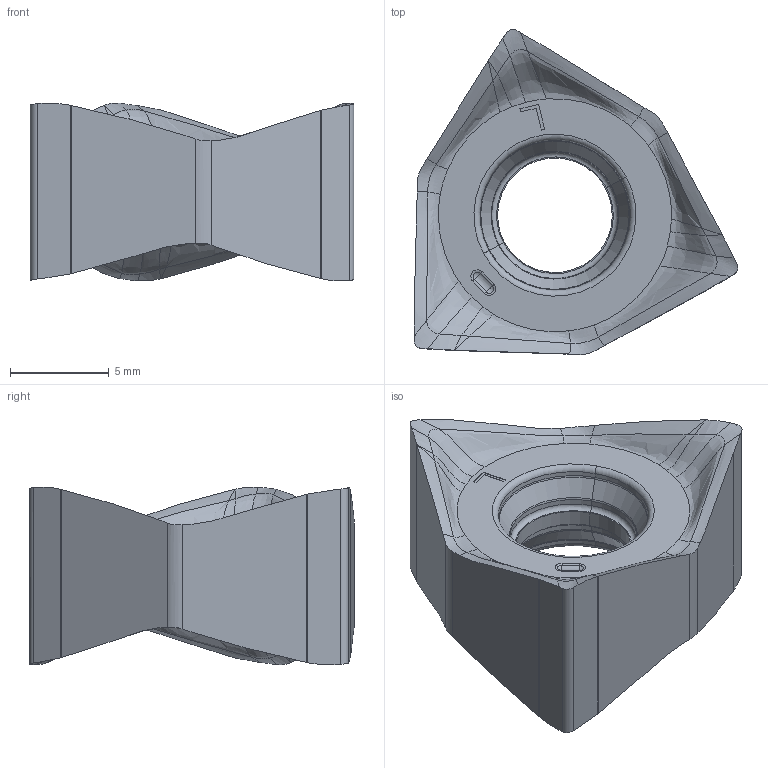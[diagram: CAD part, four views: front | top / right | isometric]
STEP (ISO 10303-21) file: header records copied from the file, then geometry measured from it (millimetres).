
FILE_DESCRIPTION((''),'2;1');
FILE_NAME('6NGU1409040PNFR-L','2021-06-09T16:28:32',('tlyac05'),('PTC Japan'),'CREO PARAMETRIC BY PTC INC, 2018500','CREO PARAMETRIC BY PTC INC, 2018500','');
FILE_SCHEMA(('AUTOMOTIVE_DESIGN { 1 0 10303 214 1 1 1 1 }'));
Length unit declared in the file: millimetre
Products named in the file (1): 6NGU1409040PNFR-L
Bounding box: 16.38 x 16.44 x 8.99 mm (x, y, z)
Volume: 853.9 mm3; surface area: 806.3 mm2
Topology: 1 solids, 1 shells, 166 faces, 451 edges, 287 vertices
Faces by surface type: bspline 66, plane 30, torus 24, cylinder 20, cone 12, sphere 8, extrusion 6
Entity records: 15643 total; most frequent: CARTESIAN_POINT 10833, ORIENTED_EDGE 812, DIRECTION 502, EDGE_CURVE 406, B_SPLINE_CURVE_WITH_KNOTS 251, VERTEX_POINT 250, PRESENTATION_STYLE_ASSIGNMENT 211, STYLED_ITEM 211
